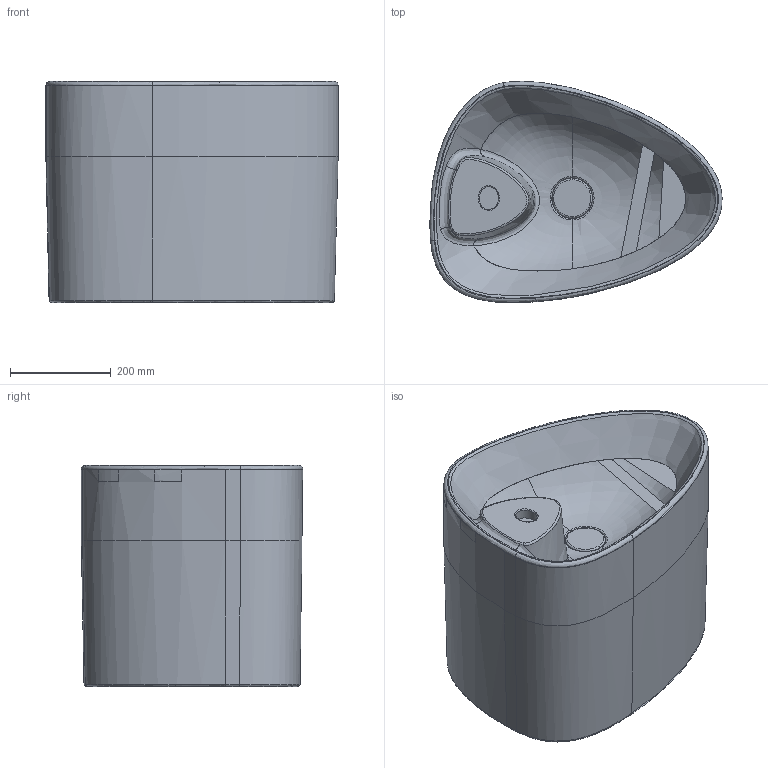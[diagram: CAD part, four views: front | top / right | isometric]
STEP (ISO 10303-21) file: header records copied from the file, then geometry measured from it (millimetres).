
FILE_DESCRIPTION(/* description */ (''),/* implementation_level */ '2;1');
FILE_NAME(/* name */ '1343 etna kisa bat bankli.stp',/* time_stamp */ '2017-02-21T14:55:03+03:00',/* author */ (''),/* organization */ (''),/* preprocessor_version */ 'ST-DEVELOPER v16',/* originating_system */ 'SIEMENS PLM Software NX 10.0',/* authorisation */ '');
FILE_SCHEMA (('AP203_CONFIGURATION_CONTROLLED_3D_DESIGN_OF_MECHANICAL_PARTS_AND_ASSEMBLIES_MIM_LF { 1 0 10303 403 2 1 2}'));
Length unit declared in the file: millimetre
Products named in the file (1): Cosk047C4B99pmvv
Bounding box: 581.6 x 440.59 x 440 mm (x, y, z)
Volume: 40680239.4 mm3; surface area: 2152610.2 mm2
Topology: 2 solids, 3 shells, 129 faces, 321 edges, 201 vertices
Faces by surface type: bspline 90, plane 19, extrusion 17, torus 3
Entity records: 26331 total; most frequent: CARTESIAN_POINT 24136, ORIENTED_EDGE 608, EDGE_CURVE 304, B_SPLINE_CURVE_WITH_KNOTS 255, VERTEX_POINT 193, EDGE_LOOP 141, ADVANCED_FACE 129, FACE_OUTER_BOUND 117
